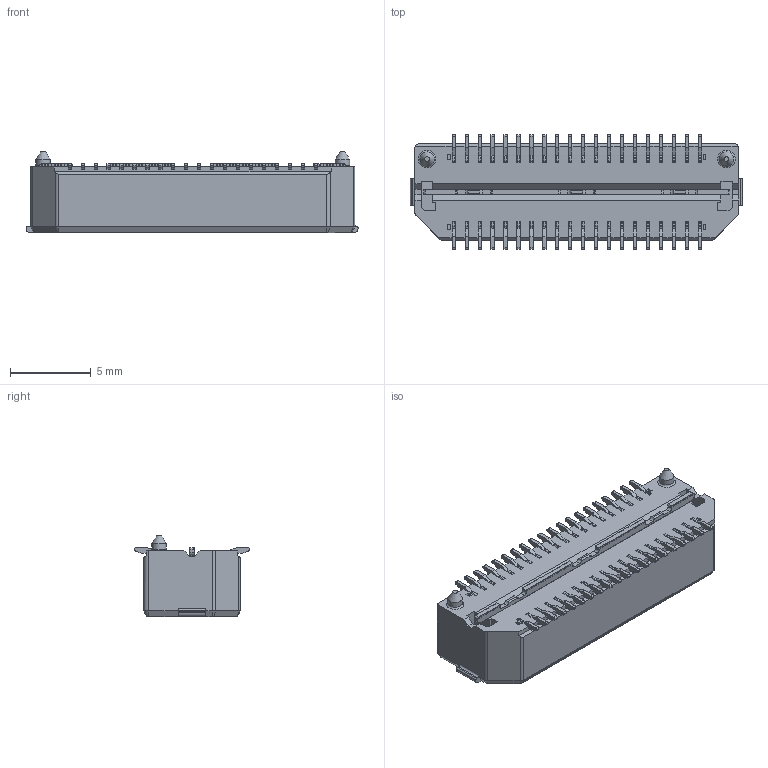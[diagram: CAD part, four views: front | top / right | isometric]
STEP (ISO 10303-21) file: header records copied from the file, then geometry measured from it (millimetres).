
FILE_DESCRIPTION( ('This file contains a STEP AP42 implementation' ,'as created by ZW3D STEP Interface translator.') ,'2;1' );
FILE_NAME( '37513-PMXXXXWXX01.stp' ,'231221.171820', (''), ('ZWCAD Software Co.'), 'Version 1.0', 'ZW3D to STEP translator', '' );
FILE_SCHEMA(('AUTOMOTIVE_DESIGN { 1 0 10303 214 1 1 1 1 }'));
Length unit declared in the file: millimetre
Products named in the file (2): 0; 37513-PMXXXXWXX01
Bounding box: 20.5 x 7.1 x 5.01 mm (x, y, z)
Volume: 294.2 mm3; surface area: 991.6 mm2
Topology: 1 solids, 1 shells, 2834 faces, 7990 edges, 5186 vertices
Faces by surface type: plane 2258, cylinder 566, cone 8, torus 2
Full cylindrical faces by diameter (mm): 0.89 x2
Entity records: 93667 total; most frequent: CARTESIAN_POINT 16765, ORIENTED_EDGE 16144, DIRECTION 14492, EDGE_CURVE 7992, VECTOR 6714, LINE 6714, VERTEX_POINT 5186, AXIS2_PLACEMENT_3D 3889
